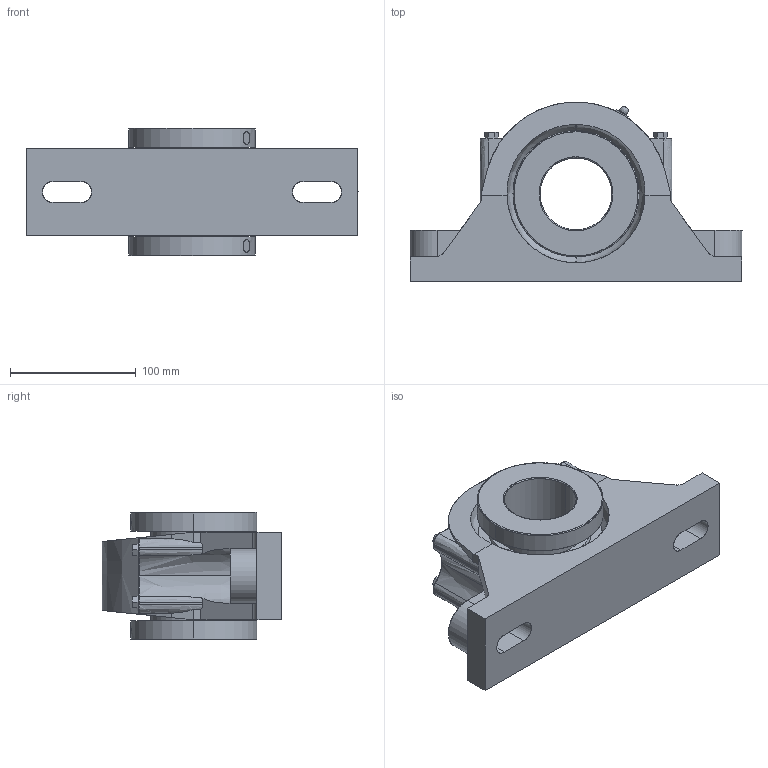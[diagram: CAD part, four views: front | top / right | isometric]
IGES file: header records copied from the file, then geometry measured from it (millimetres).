
Start section: SolidWorks IGES file using analytic representation for surfaces
Global section: file name: RPDEFAU0813120227055.igs; native system: SolidWorks 2017; preprocessor: SolidWorks 2017; author: partstream; date: 170813.012025; units: millimetre
Bounding box: 263.65 x 142.75 x 101.6 mm (x, y, z)
Surface area: 161036.7 mm2 (no closed solid volume)
Topology: 0 solids, 0 shells, 193 faces, 2969 edges, 2977 vertices
Faces by surface type: bspline 135, revolution 58
